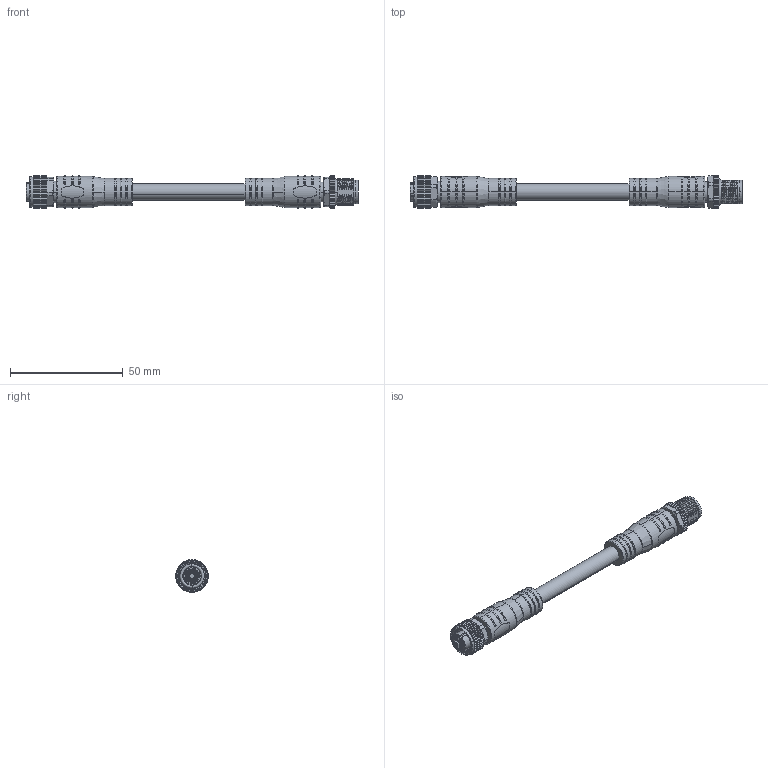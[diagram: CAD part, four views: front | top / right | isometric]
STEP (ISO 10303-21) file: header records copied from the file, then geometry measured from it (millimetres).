
FILE_DESCRIPTION((''),'2;1');
FILE_NAME('243558_SM01_ASM','2024-08-13T07:42:20',('banengservice'),('BANNER ENGINEERING'),'CREO PARAMETRIC BY PTC INC, 2022414','CREO PARAMETRIC BY PTC INC, 2022414','');
FILE_SCHEMA(('CONFIG_CONTROL_DESIGN'));
Length unit declared in the file: millimetre
Products named in the file (2): 243558; 243558_SM01_ASM
Assembly tree (1 placements, depth 2):
  243558_SM01_ASM
    243558
Bounding box: 147.2 x 14.5 x 14.5 mm (x, y, z)
Volume: 13657.1 mm3; surface area: 7662.3 mm2
Topology: 1 solids, 1 shells, 1619 faces, 4254 edges, 2651 vertices
Faces by surface type: plane 592, cylinder 464, cone 200, bspline 157, torus 112, extrusion 79, sphere 15
Entity records: 71461 total; most frequent: CARTESIAN_POINT 33539, ORIENTED_EDGE 8464, DIRECTION 7172, EDGE_CURVE 4232, AXIS2_PLACEMENT_3D 2701, VERTEX_POINT 2651, VECTOR 1770, LINE 1691
